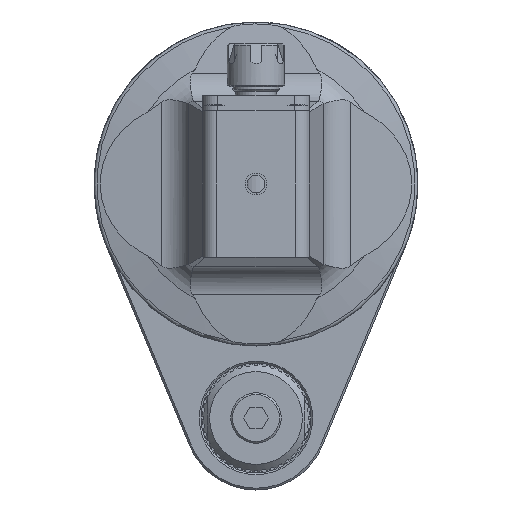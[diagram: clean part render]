
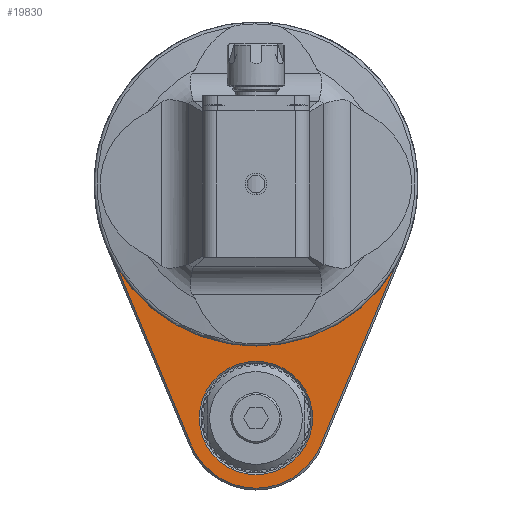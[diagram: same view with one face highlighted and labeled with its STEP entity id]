
A CAD part, front view. The second image highlights one B-rep face of the part: STEP entity #19830.
In plain terms, the highlighted planar face has unit normal (0, -1, 0).
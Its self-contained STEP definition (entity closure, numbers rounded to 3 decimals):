
#847=LINE('',#30002,#2649);
#848=LINE('',#30006,#2650);
#849=LINE('',#30008,#2651);
#850=LINE('',#30012,#2652);
#851=LINE('',#30016,#2653);
#852=LINE('',#30020,#2654);
#853=LINE('',#30022,#2655);
#854=LINE('',#30025,#2656);
#2649=VECTOR('',#23721,10.);
#2650=VECTOR('',#23724,10.);
#2651=VECTOR('',#23725,10.);
#2652=VECTOR('',#23728,10.);
#2653=VECTOR('',#23731,10.);
#2654=VECTOR('',#23734,10.);
#2655=VECTOR('',#23735,10.);
#2656=VECTOR('',#23738,10.);
#4527=FACE_BOUND('',#5872,.T.);
#4691=FACE_OUTER_BOUND('',#5871,.T.);
#5871=EDGE_LOOP('',(#13472,#13473,#13474,#13475,#13476,#13477,#13478,#13479,
#13480,#13481,#13482,#13483,#13484,#13485));
#5872=EDGE_LOOP('',(#13486));
#7322=CIRCLE('',#21229,15.75);
#7323=CIRCLE('',#21231,40.5);
#7324=CIRCLE('',#21232,44.5);
#7325=CIRCLE('',#21233,44.501);
#7326=CIRCLE('',#21234,19.5);
#7327=CIRCLE('',#21235,44.501);
#7328=CIRCLE('',#21236,44.5);
#8351=VERTEX_POINT('',#29994);
#8352=VERTEX_POINT('',#29998);
#8353=VERTEX_POINT('',#29999);
#8354=VERTEX_POINT('',#30001);
#8355=VERTEX_POINT('',#30003);
#8356=VERTEX_POINT('',#30005);
#8357=VERTEX_POINT('',#30007);
#8358=VERTEX_POINT('',#30009);
#8359=VERTEX_POINT('',#30011);
#8360=VERTEX_POINT('',#30013);
#8361=VERTEX_POINT('',#30015);
#8362=VERTEX_POINT('',#30017);
#8363=VERTEX_POINT('',#30019);
#8364=VERTEX_POINT('',#30021);
#8365=VERTEX_POINT('',#30023);
#10361=EDGE_CURVE('',#8351,#8351,#7322,.T.);
#10362=EDGE_CURVE('',#8352,#8353,#7323,.T.);
#10363=EDGE_CURVE('',#8354,#8352,#847,.T.);
#10364=EDGE_CURVE('',#8354,#8355,#7324,.T.);
#10365=EDGE_CURVE('',#8355,#8356,#848,.T.);
#10366=EDGE_CURVE('',#8356,#8357,#849,.T.);
#10367=EDGE_CURVE('',#8357,#8358,#7325,.T.);
#10368=EDGE_CURVE('',#8358,#8359,#850,.T.);
#10369=EDGE_CURVE('',#8359,#8360,#7326,.T.);
#10370=EDGE_CURVE('',#8360,#8361,#851,.T.);
#10371=EDGE_CURVE('',#8361,#8362,#7327,.T.);
#10372=EDGE_CURVE('',#8363,#8362,#852,.T.);
#10373=EDGE_CURVE('',#8364,#8363,#853,.T.);
#10374=EDGE_CURVE('',#8364,#8365,#7328,.T.);
#10375=EDGE_CURVE('',#8365,#8353,#854,.T.);
#13472=ORIENTED_EDGE('',*,*,#10362,.F.);
#13473=ORIENTED_EDGE('',*,*,#10363,.F.);
#13474=ORIENTED_EDGE('',*,*,#10364,.T.);
#13475=ORIENTED_EDGE('',*,*,#10365,.T.);
#13476=ORIENTED_EDGE('',*,*,#10366,.T.);
#13477=ORIENTED_EDGE('',*,*,#10367,.T.);
#13478=ORIENTED_EDGE('',*,*,#10368,.T.);
#13479=ORIENTED_EDGE('',*,*,#10369,.T.);
#13480=ORIENTED_EDGE('',*,*,#10370,.T.);
#13481=ORIENTED_EDGE('',*,*,#10371,.T.);
#13482=ORIENTED_EDGE('',*,*,#10372,.F.);
#13483=ORIENTED_EDGE('',*,*,#10373,.F.);
#13484=ORIENTED_EDGE('',*,*,#10374,.T.);
#13485=ORIENTED_EDGE('',*,*,#10375,.T.);
#13486=ORIENTED_EDGE('',*,*,#10361,.T.);
#19150=PLANE('',#21230);
#19830=ADVANCED_FACE('',(#4691,#4527),#19150,.F.);
#21229=AXIS2_PLACEMENT_3D('',#29996,#23715,#23716);
#21230=AXIS2_PLACEMENT_3D('',#29997,#23717,#23718);
#21231=AXIS2_PLACEMENT_3D('',#30000,#23719,#23720);
#21232=AXIS2_PLACEMENT_3D('',#30004,#23722,#23723);
#21233=AXIS2_PLACEMENT_3D('',#30010,#23726,#23727);
#21234=AXIS2_PLACEMENT_3D('',#30014,#23729,#23730);
#21235=AXIS2_PLACEMENT_3D('',#30018,#23732,#23733);
#21236=AXIS2_PLACEMENT_3D('',#30024,#23736,#23737);
#23715=DIRECTION('center_axis',(0.,1.,0.));
#23716=DIRECTION('ref_axis',(0.,0.,1.));
#23717=DIRECTION('center_axis',(0.,1.,0.));
#23718=DIRECTION('ref_axis',(1.,0.,0.));
#23719=DIRECTION('center_axis',(0.,-1.,0.));
#23720=DIRECTION('ref_axis',(-0.019,0.,1.));
#23721=DIRECTION('',(0.,0.,-1.));
#23722=DIRECTION('center_axis',(0.,-1.,0.));
#23723=DIRECTION('ref_axis',(-0.017,0.,1.));
#23724=DIRECTION('',(0.707,0.,-0.707));
#23725=DIRECTION('',(-0.707,0.,-0.707));
#23726=DIRECTION('center_axis',(0.,-1.,0.));
#23727=DIRECTION('ref_axis',(0.,0.,1.));
#23728=DIRECTION('',(0.385,0.,-0.923));
#23729=DIRECTION('center_axis',(0.,-1.,0.));
#23730=DIRECTION('ref_axis',(0.,0.,1.));
#23731=DIRECTION('',(0.385,0.,0.923));
#23732=DIRECTION('center_axis',(0.,-1.,0.));
#23733=DIRECTION('ref_axis',(0.,0.,1.));
#23734=DIRECTION('',(0.707,0.,-0.707));
#23735=DIRECTION('',(-0.707,0.,-0.707));
#23736=DIRECTION('center_axis',(0.,-1.,0.));
#23737=DIRECTION('ref_axis',(1.,0.,0.011));
#23738=DIRECTION('',(0.,0.,-1.));
#29994=CARTESIAN_POINT('',(0.,102.,-80.75));
#29996=CARTESIAN_POINT('Origin',(0.,102.,-65.));
#29997=CARTESIAN_POINT('Origin',(0.,102.,0.));
#29998=CARTESIAN_POINT('',(-0.75,102.,40.493));
#29999=CARTESIAN_POINT('',(0.75,102.,40.493));
#30000=CARTESIAN_POINT('Origin',(0.,102.,0.));
#30001=CARTESIAN_POINT('',(-0.75,102.,44.494));
#30002=CARTESIAN_POINT('',(-0.75,102.,23.501));
#30003=CARTESIAN_POINT('',(-44.497,102.,0.497));
#30004=CARTESIAN_POINT('Origin',(0.,102.,0.));
#30005=CARTESIAN_POINT('',(-44.,102.,0.));
#30006=CARTESIAN_POINT('',(-33.5,102.,-10.5));
#30007=CARTESIAN_POINT('',(-44.498,102.,-0.498));
#30008=CARTESIAN_POINT('',(-33.,102.,11.));
#30009=CARTESIAN_POINT('',(-41.077,102.,-17.115));
#30010=CARTESIAN_POINT('Origin',(0.,102.,0.));
#30011=CARTESIAN_POINT('',(-18.,102.,-72.5));
#30012=CARTESIAN_POINT('',(-35.308,102.,-30.962));
#30013=CARTESIAN_POINT('',(18.,102.,-72.5));
#30014=CARTESIAN_POINT('Origin',(0.,102.,-65.));
#30015=CARTESIAN_POINT('',(41.077,102.,-17.115));
#30016=CARTESIAN_POINT('',(35.308,102.,-30.962));
#30017=CARTESIAN_POINT('',(44.498,102.,-0.498));
#30018=CARTESIAN_POINT('Origin',(0.,102.,0.));
#30019=CARTESIAN_POINT('',(44.,102.,0.));
#30020=CARTESIAN_POINT('',(33.,102.,11.));
#30021=CARTESIAN_POINT('',(44.497,102.,0.497));
#30022=CARTESIAN_POINT('',(33.5,102.,-10.5));
#30023=CARTESIAN_POINT('',(0.75,102.,44.494));
#30024=CARTESIAN_POINT('Origin',(0.,102.,0.));
#30025=CARTESIAN_POINT('',(0.75,102.,11.654));
